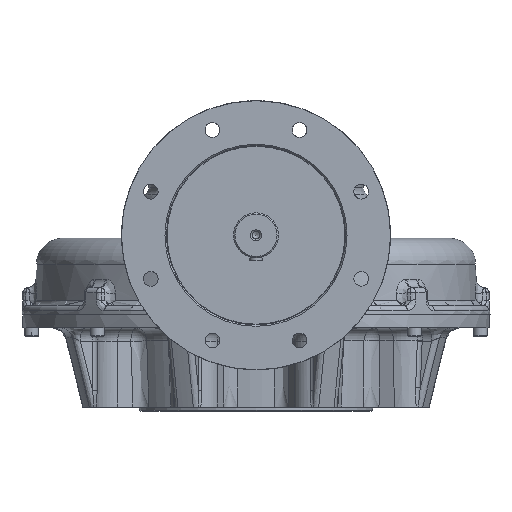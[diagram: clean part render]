
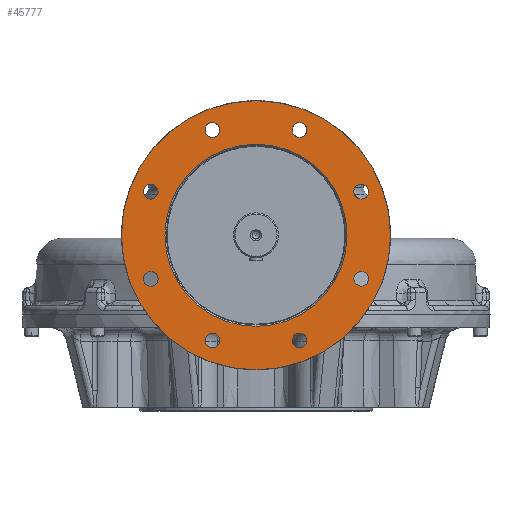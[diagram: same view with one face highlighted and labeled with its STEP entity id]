
A CAD part, front view. The second image highlights one B-rep face of the part: STEP entity #45777.
In plain terms, the highlighted planar face has unit normal (0, -1, 0).
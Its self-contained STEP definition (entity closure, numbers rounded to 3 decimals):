
#6857=ORIENTED_EDGE('',*,*,#17309,.T.);
#6858=ORIENTED_EDGE('',*,*,#17310,.F.);
#6859=ORIENTED_EDGE('',*,*,#17311,.F.);
#6860=ORIENTED_EDGE('',*,*,#17312,.F.);
#6861=ORIENTED_EDGE('',*,*,#17313,.F.);
#6862=ORIENTED_EDGE('',*,*,#17314,.F.);
#6863=ORIENTED_EDGE('',*,*,#17315,.F.);
#6864=ORIENTED_EDGE('',*,*,#17316,.F.);
#6865=ORIENTED_EDGE('',*,*,#17317,.F.);
#6866=ORIENTED_EDGE('',*,*,#17318,.T.);
#17309=EDGE_CURVE('',#22556,#22556,#26038,.T.);
#17310=EDGE_CURVE('',#22557,#22557,#26039,.T.);
#17311=EDGE_CURVE('',#22558,#22558,#26040,.T.);
#17312=EDGE_CURVE('',#22559,#22559,#26041,.T.);
#17313=EDGE_CURVE('',#22560,#22560,#26042,.T.);
#17314=EDGE_CURVE('',#22561,#22561,#26043,.T.);
#17315=EDGE_CURVE('',#22562,#22562,#26044,.T.);
#17316=EDGE_CURVE('',#22563,#22563,#26045,.T.);
#17317=EDGE_CURVE('',#22564,#22564,#26046,.T.);
#17318=EDGE_CURVE('',#22565,#22565,#26047,.T.);
#22556=VERTEX_POINT('',#62214);
#22557=VERTEX_POINT('',#62216);
#22558=VERTEX_POINT('',#62218);
#22559=VERTEX_POINT('',#62220);
#22560=VERTEX_POINT('',#62222);
#22561=VERTEX_POINT('',#62224);
#22562=VERTEX_POINT('',#62226);
#22563=VERTEX_POINT('',#62228);
#22564=VERTEX_POINT('',#62230);
#22565=VERTEX_POINT('',#62232);
#26038=CIRCLE('',#48139,101.5);
#26039=CIRCLE('',#48140,8.25);
#26040=CIRCLE('',#48141,8.25);
#26041=CIRCLE('',#48142,8.25);
#26042=CIRCLE('',#48143,8.25);
#26043=CIRCLE('',#48144,8.25);
#26044=CIRCLE('',#48145,8.25);
#26045=CIRCLE('',#48146,8.25);
#26046=CIRCLE('',#48147,8.25);
#26047=CIRCLE('',#48148,150.);
#28095=EDGE_LOOP('',(#6857));
#28096=EDGE_LOOP('',(#6858));
#28097=EDGE_LOOP('',(#6859));
#28098=EDGE_LOOP('',(#6860));
#28099=EDGE_LOOP('',(#6861));
#28100=EDGE_LOOP('',(#6862));
#28101=EDGE_LOOP('',(#6863));
#28102=EDGE_LOOP('',(#6864));
#28103=EDGE_LOOP('',(#6865));
#28104=EDGE_LOOP('',(#6866));
#30833=FACE_BOUND('',#28095,.T.);
#30834=FACE_BOUND('',#28096,.T.);
#30835=FACE_BOUND('',#28097,.T.);
#30836=FACE_BOUND('',#28098,.T.);
#30837=FACE_BOUND('',#28099,.T.);
#30838=FACE_BOUND('',#28100,.T.);
#30839=FACE_BOUND('',#28101,.T.);
#30840=FACE_BOUND('',#28102,.T.);
#30841=FACE_BOUND('',#28103,.T.);
#30842=FACE_BOUND('',#28104,.T.);
#33544=PLANE('',#48138);
#45777=ADVANCED_FACE('',(#30833,#30834,#30835,#30836,#30837,#30838,#30839,
#30840,#30841,#30842),#33544,.F.);
#48138=AXIS2_PLACEMENT_3D('',#62212,#52274,#52275);
#48139=AXIS2_PLACEMENT_3D('',#62213,#52276,#52277);
#48140=AXIS2_PLACEMENT_3D('',#62215,#52278,#52279);
#48141=AXIS2_PLACEMENT_3D('',#62217,#52280,#52281);
#48142=AXIS2_PLACEMENT_3D('',#62219,#52282,#52283);
#48143=AXIS2_PLACEMENT_3D('',#62221,#52284,#52285);
#48144=AXIS2_PLACEMENT_3D('',#62223,#52286,#52287);
#48145=AXIS2_PLACEMENT_3D('',#62225,#52288,#52289);
#48146=AXIS2_PLACEMENT_3D('',#62227,#52290,#52291);
#48147=AXIS2_PLACEMENT_3D('',#62229,#52292,#52293);
#48148=AXIS2_PLACEMENT_3D('',#62231,#52294,#52295);
#52274=DIRECTION('',(0.,1.,0.));
#52275=DIRECTION('',(0.,0.,1.));
#52276=DIRECTION('',(0.,1.,0.));
#52277=DIRECTION('',(0.,0.,1.));
#52278=DIRECTION('',(0.,-1.,0.));
#52279=DIRECTION('',(0.707,0.,0.707));
#52280=DIRECTION('',(0.,-1.,0.));
#52281=DIRECTION('',(0.,0.,1.));
#52282=DIRECTION('',(0.,-1.,0.));
#52283=DIRECTION('',(-0.707,0.,0.707));
#52284=DIRECTION('',(0.,-1.,0.));
#52285=DIRECTION('',(-1.,0.,0.));
#52286=DIRECTION('',(0.,-1.,0.));
#52287=DIRECTION('',(-0.707,0.,-0.707));
#52288=DIRECTION('',(0.,-1.,0.));
#52289=DIRECTION('',(0.,0.,-1.));
#52290=DIRECTION('',(0.,-1.,0.));
#52291=DIRECTION('',(0.707,0.,-0.707));
#52292=DIRECTION('',(0.,-1.,0.));
#52293=DIRECTION('',(1.,0.,0.));
#52294=DIRECTION('',(0.,-1.,0.));
#52295=DIRECTION('',(0.,0.,-1.));
#62212=CARTESIAN_POINT('',(0.,-371.5,238.3));
#62213=CARTESIAN_POINT('',(0.,-371.5,88.3));
#62214=CARTESIAN_POINT('',(0.,-371.5,189.8));
#62215=CARTESIAN_POINT('',(-117.333,-371.5,136.901));
#62216=CARTESIAN_POINT('',(-111.499,-371.5,142.734));
#62217=CARTESIAN_POINT('',(-117.333,-371.5,39.699));
#62218=CARTESIAN_POINT('',(-117.333,-371.5,47.949));
#62219=CARTESIAN_POINT('',(-48.601,-371.5,-29.033));
#62220=CARTESIAN_POINT('',(-54.434,-371.5,-23.199));
#62221=CARTESIAN_POINT('',(48.601,-371.5,-29.033));
#62222=CARTESIAN_POINT('',(40.351,-371.5,-29.033));
#62223=CARTESIAN_POINT('',(117.333,-371.5,39.699));
#62224=CARTESIAN_POINT('',(111.499,-371.5,33.866));
#62225=CARTESIAN_POINT('',(117.333,-371.5,136.901));
#62226=CARTESIAN_POINT('',(117.333,-371.5,128.651));
#62227=CARTESIAN_POINT('',(48.601,-371.5,205.633));
#62228=CARTESIAN_POINT('',(54.434,-371.5,199.799));
#62229=CARTESIAN_POINT('',(-48.601,-371.5,205.633));
#62230=CARTESIAN_POINT('',(-40.351,-371.5,205.633));
#62231=CARTESIAN_POINT('',(0.,-371.5,88.3));
#62232=CARTESIAN_POINT('',(0.,-371.5,-61.7));
